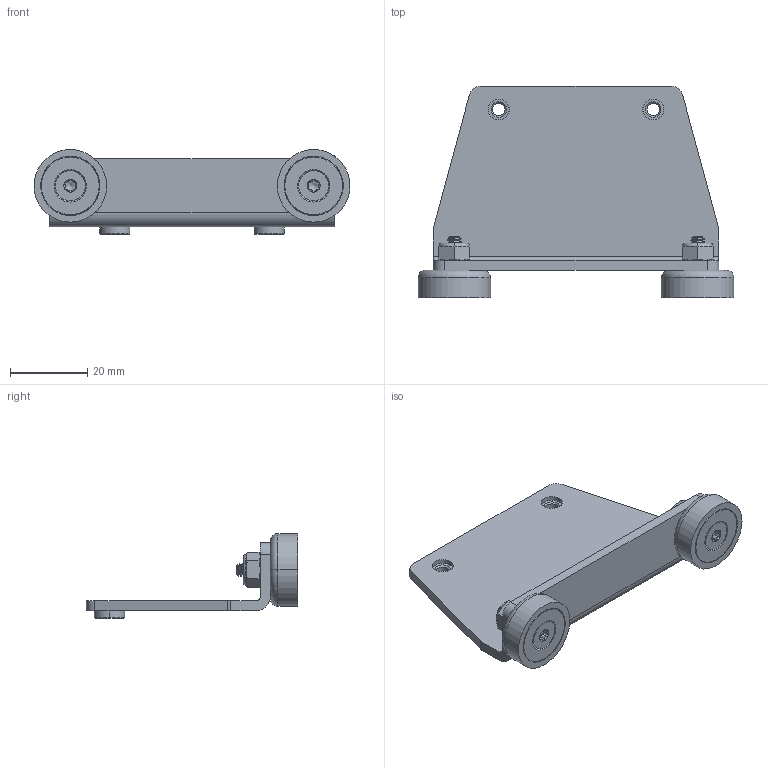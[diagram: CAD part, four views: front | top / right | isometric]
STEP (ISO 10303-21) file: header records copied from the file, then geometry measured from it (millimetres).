
FILE_DESCRIPTION((''),'2;1');
FILE_NAME('229645_ASM','2022-06-23T09:25:51',('PDMAdmin'),('BANNER ENGINEERING'),'CREO PARAMETRIC BY PTC INC, 2019292','CREO PARAMETRIC BY PTC INC, 2019292','');
FILE_SCHEMA(('CONFIG_CONTROL_DESIGN'));
Products named in the file (2): 229645_EP01; 229645_ASM
Assembly tree (1 placements, depth 2):
  229645_ASM
    229645_EP01
Bounding box: 81.8 x 54.7 x 22 mm (x, y, z)
Volume: 15083.2 mm3; surface area: 11917 mm2
Topology: 1 solids, 1 shells, 530 faces, 1414 edges, 920 vertices
Faces by surface type: cylinder 174, plane 162, cone 146, extrusion 24, torus 16, bspline 8
Entity records: 40241 total; most frequent: CARTESIAN_POINT 27569, ORIENTED_EDGE 2828, DIRECTION 2340, EDGE_CURVE 1414, VERTEX_POINT 920, AXIS2_PLACEMENT_3D 907, EDGE_LOOP 576, FACE_OUTER_BOUND 530
